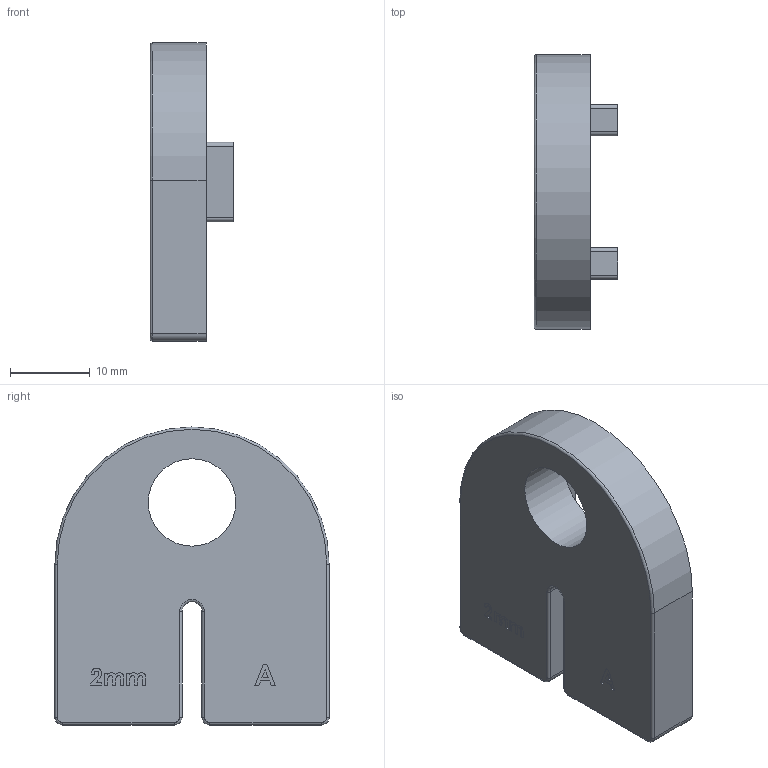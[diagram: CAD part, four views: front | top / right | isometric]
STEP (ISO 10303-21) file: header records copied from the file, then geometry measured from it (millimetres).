
FILE_DESCRIPTION (( 'STEP AP203' ), '1' );
FILE_NAME ('1202-GU.step', '2020-03-30T09:55:27', ( '' ), ( '' ), 'SwSTEP 2.0', 'SolidWorks 2015', '' );
FILE_SCHEMA (( 'CONFIG_CONTROL_DESIGN' ));
Length unit declared in the file: millimetre
Products named in the file (2): 1202-GU
Bounding box: 10.55 x 34.5 x 37.5 mm (x, y, z)
Volume: 7545.3 mm3; surface area: 3607.3 mm2
Topology: 1 solids, 1 shells, 415 faces, 1104 edges, 732 vertices
Faces by surface type: plane 231, bspline 157, cylinder 21, torus 6
Full cylindrical faces by diameter (mm): 11 x1
Entity records: 21566 total; most frequent: CARTESIAN_POINT 12113, ORIENTED_EDGE 2206, DIRECTION 1357, EDGE_CURVE 1103, VECTOR 741, LINE 741, VERTEX_POINT 732, EDGE_LOOP 459
